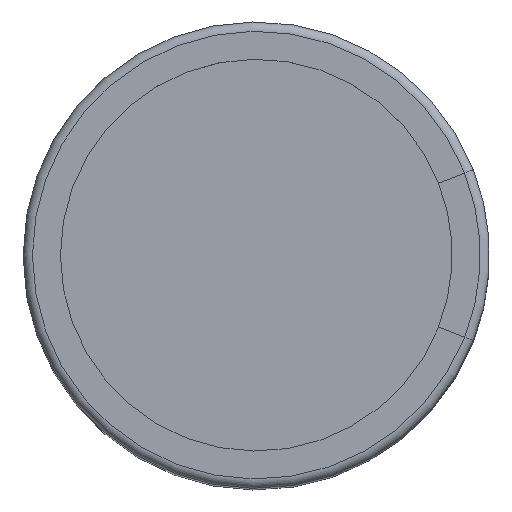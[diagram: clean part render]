
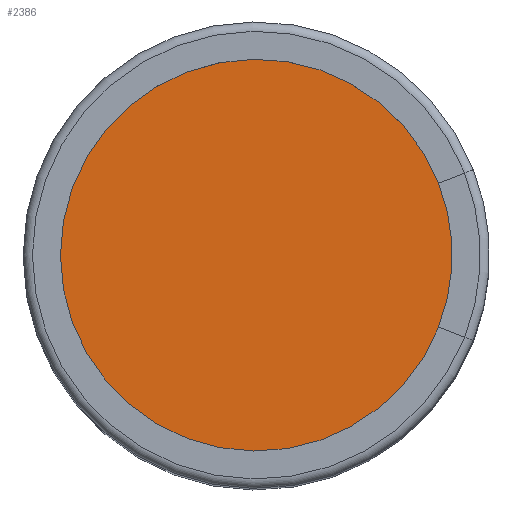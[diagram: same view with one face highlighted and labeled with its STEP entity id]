
A CAD part, top view. The second image highlights one B-rep face of the part: STEP entity #2386.
In plain terms, the highlighted planar face has unit normal (0, 0, 1).
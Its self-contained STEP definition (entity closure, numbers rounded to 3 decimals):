
#2336 = VERTEX_POINT('',#2337);
#2337 = CARTESIAN_POINT('',(0.,-2.4,10.9));
#2342 = EDGE_CURVE('',#2336,#2336,#2343,.T.);
#2343 = CIRCLE('',#2344,2.4);
#2344 = AXIS2_PLACEMENT_3D('',#2345,#2346,#2347);
#2345 = CARTESIAN_POINT('',(0.,0.,10.9));
#2346 = DIRECTION('',(-0.,0.,1.));
#2347 = DIRECTION('',(0.,-1.,0.));
#2386 = ADVANCED_FACE('',(#2387),#2390,.T.);
#2387 = FACE_BOUND('',#2388,.T.);
#2388 = EDGE_LOOP('',(#2389));
#2389 = ORIENTED_EDGE('',*,*,#2342,.T.);
#2390 = PLANE('',#2391);
#2391 = AXIS2_PLACEMENT_3D('',#2392,#2393,#2394);
#2392 = CARTESIAN_POINT('',(0.,0.,10.9));
#2393 = DIRECTION('',(0.,0.,1.));
#2394 = DIRECTION('',(0.,-1.,0.));
